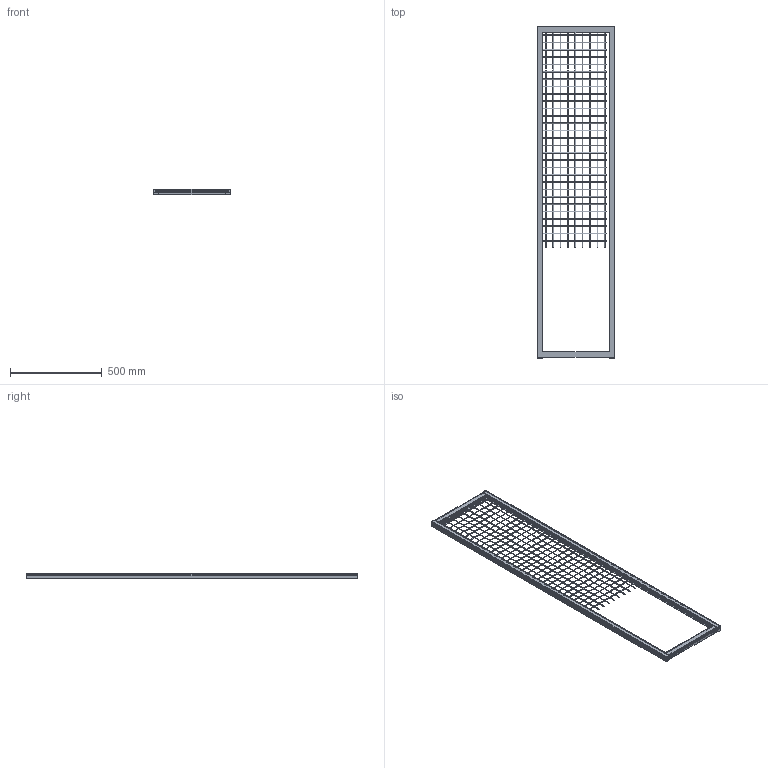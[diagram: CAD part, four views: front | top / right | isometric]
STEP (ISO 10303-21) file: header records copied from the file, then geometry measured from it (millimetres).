
FILE_DESCRIPTION(('STEP AP214'),'1');
FILE_NAME('cctmp_83FEC096-89DA-4E49-B961-FDBB4E2C7597_2023_03_02_17_07_02_0196_1768..stp','2023-03-02T16:07:02',('Bosch Rexroth AG'),('CADClick - www.CADClick.com'),'Spatial InterOp 3D',' ','unknown authorization - (Healing Option Enabled)');
FILE_SCHEMA(('AUTOMOTIVE_DESIGN'));
Length unit declared in the file: millimetre
Products named in the file (2): 2023_03_02_17_07_02_0196
Bounding box: 420 x 1806 x 30 mm (x, y, z)
Volume: 1759231.6 mm3; surface area: 1708809.6 mm2
Topology: 2 solids, 6 shells, 441 faces, 1080 edges, 680 vertices
Faces by surface type: plane 289, cylinder 152
Entity records: 16505 total; most frequent: DIRECTION 2318, CARTESIAN_POINT 2203, ORIENTED_EDGE 2160, EDGE_CURVE 1080, AXIS2_PLACEMENT_3D 795, LINE 728, VECTOR 728, VERTEX_POINT 680
